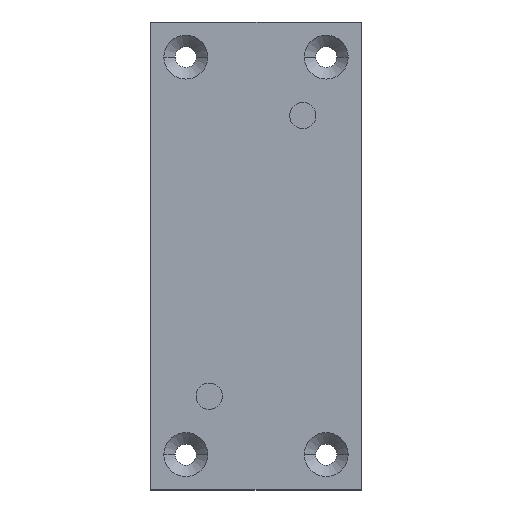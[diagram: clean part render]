
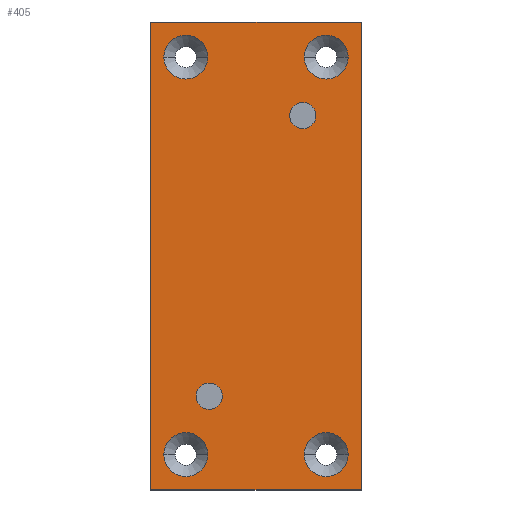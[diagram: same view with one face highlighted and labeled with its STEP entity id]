
A CAD part, top view. The second image highlights one B-rep face of the part: STEP entity #405.
In plain terms, the highlighted planar face has unit normal (0, 0, 1).
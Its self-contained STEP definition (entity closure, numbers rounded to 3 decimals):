
#36 = DIRECTION ( 'NONE',  ( 0., -1., 0. ) ) ;
#37 = FACE_OUTER_BOUND ( 'NONE', #854, .T. ) ;
#50 = CARTESIAN_POINT ( 'NONE',  ( 14.478, 17.902, 17.5 ) ) ;
#54 = ORIENTED_EDGE ( 'NONE', *, *, #2287, .F. ) ;
#66 = FACE_BOUND ( 'NONE', #793, .T. ) ;
#94 = DIRECTION ( 'NONE',  ( 1., 0., 0. ) ) ;
#95 = VERTEX_POINT ( 'NONE', #1062 ) ;
#117 = EDGE_CURVE ( 'NONE', #95, #1919, #218, .T. ) ;
#126 = CARTESIAN_POINT ( 'NONE',  ( 49.178, 17.902, 17.5 ) ) ;
#132 = CARTESIAN_POINT ( 'NONE',  ( 19.178, 17.902, 17.5 ) ) ;
#141 = LINE ( 'NONE', #755, #1384 ) ;
#152 = CARTESIAN_POINT ( 'NONE',  ( 44.478, 17.902, 17.5 ) ) ;
#181 = CARTESIAN_POINT ( 'NONE',  ( 14.478, -67.098, 17.5 ) ) ;
#182 = EDGE_CURVE ( 'NONE', #2128, #2291, #1360, .T. ) ;
#218 = LINE ( 'NONE', #233, #1280 ) ;
#233 = CARTESIAN_POINT ( 'NONE',  ( 6.978, 25.402, 17.5 ) ) ;
#234 = FACE_BOUND ( 'NONE', #506, .T. ) ;
#261 = DIRECTION ( 'NONE',  ( 1., 0., 0. ) ) ;
#272 = ORIENTED_EDGE ( 'NONE', *, *, #182, .F. ) ;
#288 = CARTESIAN_POINT ( 'NONE',  ( 49.178, -67.098, 17.5 ) ) ;
#294 = DIRECTION ( 'NONE',  ( 0., 0., 1. ) ) ;
#295 = AXIS2_PLACEMENT_3D ( 'NONE', #892, #2524, #2551 ) ;
#333 = ORIENTED_EDGE ( 'NONE', *, *, #1184, .F. ) ;
#344 = DIRECTION ( 'NONE',  ( 1., 0., 0. ) ) ;
#371 = CARTESIAN_POINT ( 'NONE',  ( 51.978, -74.598, 17.5 ) ) ;
#372 = CARTESIAN_POINT ( 'NONE',  ( 9.778, -67.098, 17.5 ) ) ;
#375 = DIRECTION ( 'NONE',  ( 1., 0., 0. ) ) ;
#380 = CIRCLE ( 'NONE', #464, 4.7 ) ;
#405 = ADVANCED_FACE ( 'NONE', ( #234, #1048, #37, #1891, #66, #869, #1682 ), #1501, .F. ) ;
#413 = EDGE_LOOP ( 'NONE', ( #2408, #891 ) ) ;
#425 = DIRECTION ( 'NONE',  ( 0., 0., 1. ) ) ;
#448 = EDGE_CURVE ( 'NONE', #624, #1749, #2134, .T. ) ;
#450 = CARTESIAN_POINT ( 'NONE',  ( 0., 0., 17.5 ) ) ;
#464 = AXIS2_PLACEMENT_3D ( 'NONE', #1920, #2150, #2358 ) ;
#478 = CARTESIAN_POINT ( 'NONE',  ( 42.284, 5.402, 17.5 ) ) ;
#506 = EDGE_LOOP ( 'NONE', ( #54, #333 ) ) ;
#515 = CARTESIAN_POINT ( 'NONE',  ( 14.478, -67.098, 17.5 ) ) ;
#518 = ORIENTED_EDGE ( 'NONE', *, *, #717, .F. ) ;
#522 = EDGE_CURVE ( 'NONE', #1084, #1408, #380, .T. ) ;
#535 = CARTESIAN_POINT ( 'NONE',  ( 51.978, -74.598, 17.5 ) ) ;
#594 = VERTEX_POINT ( 'NONE', #1518 ) ;
#608 = AXIS2_PLACEMENT_3D ( 'NONE', #1874, #678, #820 ) ;
#610 = EDGE_CURVE ( 'NONE', #1749, #95, #141, .T. ) ;
#613 = CIRCLE ( 'NONE', #1977, 4.7 ) ;
#620 = CARTESIAN_POINT ( 'NONE',  ( 16.671, -54.598, 17.5 ) ) ;
#624 = VERTEX_POINT ( 'NONE', #535 ) ;
#678 = DIRECTION ( 'NONE',  ( 0., 0., 1. ) ) ;
#717 = EDGE_CURVE ( 'NONE', #2030, #594, #1178, .T. ) ;
#733 = ORIENTED_EDGE ( 'NONE', *, *, #610, .T. ) ;
#738 = AXIS2_PLACEMENT_3D ( 'NONE', #450, #2274, #2512 ) ;
#755 = CARTESIAN_POINT ( 'NONE',  ( 51.978, 25.402, 17.5 ) ) ;
#777 = DIRECTION ( 'NONE',  ( 0., 0., 1. ) ) ;
#789 = ORIENTED_EDGE ( 'NONE', *, *, #448, .T. ) ;
#793 = EDGE_LOOP ( 'NONE', ( #916, #272 ) ) ;
#820 = DIRECTION ( 'NONE',  ( 1., 0., 0. ) ) ;
#854 = EDGE_LOOP ( 'NONE', ( #789, #733, #1524, #2265 ) ) ;
#856 = CARTESIAN_POINT ( 'NONE',  ( 44.478, 17.902, 17.5 ) ) ;
#864 = EDGE_LOOP ( 'NONE', ( #1988, #1207 ) ) ;
#869 = FACE_BOUND ( 'NONE', #2621, .T. ) ;
#879 = EDGE_CURVE ( 'NONE', #2291, #2128, #613, .T. ) ;
#891 = ORIENTED_EDGE ( 'NONE', *, *, #522, .F. ) ;
#892 = CARTESIAN_POINT ( 'NONE',  ( 19.478, -54.598, 17.5 ) ) ;
#894 = CARTESIAN_POINT ( 'NONE',  ( 51.978, 25.402, 17.5 ) ) ;
#916 = ORIENTED_EDGE ( 'NONE', *, *, #879, .F. ) ;
#933 = VECTOR ( 'NONE', #2126, 1000. ) ;
#984 = CARTESIAN_POINT ( 'NONE',  ( 9.778, 17.902, 17.5 ) ) ;
#996 = AXIS2_PLACEMENT_3D ( 'NONE', #50, #425, #1241 ) ;
#1014 = VERTEX_POINT ( 'NONE', #2203 ) ;
#1048 = FACE_BOUND ( 'NONE', #2479, .T. ) ;
#1062 = CARTESIAN_POINT ( 'NONE',  ( 6.978, 25.402, 17.5 ) ) ;
#1065 = CIRCLE ( 'NONE', #2567, 4.7 ) ;
#1072 = CARTESIAN_POINT ( 'NONE',  ( 19.178, -67.098, 17.5 ) ) ;
#1084 = VERTEX_POINT ( 'NONE', #984 ) ;
#1100 = EDGE_CURVE ( 'NONE', #2332, #1014, #2645, .T. ) ;
#1108 = DIRECTION ( 'NONE',  ( 0., 0., 1. ) ) ;
#1128 = VERTEX_POINT ( 'NONE', #288 ) ;
#1167 = CARTESIAN_POINT ( 'NONE',  ( 36.671, 5.402, 17.5 ) ) ;
#1178 = CIRCLE ( 'NONE', #2546, 4.7 ) ;
#1184 = EDGE_CURVE ( 'NONE', #2462, #1908, #2155, .T. ) ;
#1199 = ORIENTED_EDGE ( 'NONE', *, *, #1100, .F. ) ;
#1207 = ORIENTED_EDGE ( 'NONE', *, *, #2091, .F. ) ;
#1214 = DIRECTION ( 'NONE',  ( -1., 0., 0. ) ) ;
#1225 = AXIS2_PLACEMENT_3D ( 'NONE', #2186, #2432, #1782 ) ;
#1241 = DIRECTION ( 'NONE',  ( 1., 0., 0. ) ) ;
#1270 = CIRCLE ( 'NONE', #1225, 4.7 ) ;
#1280 = VECTOR ( 'NONE', #36, 1000. ) ;
#1293 = CARTESIAN_POINT ( 'NONE',  ( 39.478, 5.402, 17.5 ) ) ;
#1297 = DIRECTION ( 'NONE',  ( 1., 0., 0. ) ) ;
#1299 = EDGE_CURVE ( 'NONE', #1014, #2332, #1326, .T. ) ;
#1312 = CIRCLE ( 'NONE', #996, 4.7 ) ;
#1326 = CIRCLE ( 'NONE', #1406, 2.807 ) ;
#1360 = CIRCLE ( 'NONE', #2431, 4.7 ) ;
#1376 = VECTOR ( 'NONE', #1983, 1000. ) ;
#1384 = VECTOR ( 'NONE', #1214, 1000. ) ;
#1402 = DIRECTION ( 'NONE',  ( 0., 0., 1. ) ) ;
#1406 = AXIS2_PLACEMENT_3D ( 'NONE', #2642, #777, #1979 ) ;
#1408 = VERTEX_POINT ( 'NONE', #132 ) ;
#1432 = CIRCLE ( 'NONE', #608, 2.807 ) ;
#1484 = AXIS2_PLACEMENT_3D ( 'NONE', #1293, #2285, #261 ) ;
#1501 = PLANE ( 'NONE',  #738 ) ;
#1518 = CARTESIAN_POINT ( 'NONE',  ( 39.778, 17.902, 17.5 ) ) ;
#1524 = ORIENTED_EDGE ( 'NONE', *, *, #117, .T. ) ;
#1590 = LINE ( 'NONE', #371, #1376 ) ;
#1591 = CARTESIAN_POINT ( 'NONE',  ( 39.778, -67.098, 17.5 ) ) ;
#1650 = CIRCLE ( 'NONE', #1818, 4.7 ) ;
#1669 = DIRECTION ( 'NONE',  ( 1., 0., 0. ) ) ;
#1676 = EDGE_CURVE ( 'NONE', #1919, #624, #1590, .T. ) ;
#1682 = FACE_BOUND ( 'NONE', #413, .T. ) ;
#1749 = VERTEX_POINT ( 'NONE', #2422 ) ;
#1771 = DIRECTION ( 'NONE',  ( 0., 0., 1. ) ) ;
#1782 = DIRECTION ( 'NONE',  ( 1., 0., 0. ) ) ;
#1818 = AXIS2_PLACEMENT_3D ( 'NONE', #2292, #294, #1669 ) ;
#1822 = ORIENTED_EDGE ( 'NONE', *, *, #1299, .F. ) ;
#1853 = DIRECTION ( 'NONE',  ( 0., 0., 1. ) ) ;
#1869 = EDGE_CURVE ( 'NONE', #594, #2030, #1065, .T. ) ;
#1874 = CARTESIAN_POINT ( 'NONE',  ( 39.478, 5.402, 17.5 ) ) ;
#1883 = EDGE_CURVE ( 'NONE', #1128, #2140, #1650, .T. ) ;
#1891 = FACE_BOUND ( 'NONE', #864, .T. ) ;
#1908 = VERTEX_POINT ( 'NONE', #478 ) ;
#1919 = VERTEX_POINT ( 'NONE', #2112 ) ;
#1920 = CARTESIAN_POINT ( 'NONE',  ( 14.478, 17.902, 17.5 ) ) ;
#1977 = AXIS2_PLACEMENT_3D ( 'NONE', #515, #1108, #94 ) ;
#1979 = DIRECTION ( 'NONE',  ( 1., 0., 0. ) ) ;
#1983 = DIRECTION ( 'NONE',  ( 1., 0., 0. ) ) ;
#1988 = ORIENTED_EDGE ( 'NONE', *, *, #1883, .F. ) ;
#2030 = VERTEX_POINT ( 'NONE', #126 ) ;
#2091 = EDGE_CURVE ( 'NONE', #2140, #1128, #1270, .T. ) ;
#2093 = ORIENTED_EDGE ( 'NONE', *, *, #1869, .F. ) ;
#2112 = CARTESIAN_POINT ( 'NONE',  ( 6.978, -74.598, 17.5 ) ) ;
#2126 = DIRECTION ( 'NONE',  ( 0., 1., 0. ) ) ;
#2128 = VERTEX_POINT ( 'NONE', #372 ) ;
#2134 = LINE ( 'NONE', #894, #933 ) ;
#2140 = VERTEX_POINT ( 'NONE', #1591 ) ;
#2150 = DIRECTION ( 'NONE',  ( 0., 0., 1. ) ) ;
#2155 = CIRCLE ( 'NONE', #1484, 2.807 ) ;
#2186 = CARTESIAN_POINT ( 'NONE',  ( 44.478, -67.098, 17.5 ) ) ;
#2203 = CARTESIAN_POINT ( 'NONE',  ( 22.284, -54.598, 17.5 ) ) ;
#2265 = ORIENTED_EDGE ( 'NONE', *, *, #1676, .T. ) ;
#2274 = DIRECTION ( 'NONE',  ( 0., 0., -1. ) ) ;
#2285 = DIRECTION ( 'NONE',  ( 0., 0., 1. ) ) ;
#2287 = EDGE_CURVE ( 'NONE', #1908, #2462, #1432, .T. ) ;
#2291 = VERTEX_POINT ( 'NONE', #1072 ) ;
#2292 = CARTESIAN_POINT ( 'NONE',  ( 44.478, -67.098, 17.5 ) ) ;
#2332 = VERTEX_POINT ( 'NONE', #620 ) ;
#2349 = EDGE_CURVE ( 'NONE', #1408, #1084, #1312, .T. ) ;
#2358 = DIRECTION ( 'NONE',  ( 1., 0., 0. ) ) ;
#2408 = ORIENTED_EDGE ( 'NONE', *, *, #2349, .F. ) ;
#2422 = CARTESIAN_POINT ( 'NONE',  ( 51.978, 25.402, 17.5 ) ) ;
#2431 = AXIS2_PLACEMENT_3D ( 'NONE', #181, #1402, #375 ) ;
#2432 = DIRECTION ( 'NONE',  ( 0., 0., 1. ) ) ;
#2462 = VERTEX_POINT ( 'NONE', #1167 ) ;
#2479 = EDGE_LOOP ( 'NONE', ( #1822, #1199 ) ) ;
#2512 = DIRECTION ( 'NONE',  ( -1., 0., 0. ) ) ;
#2524 = DIRECTION ( 'NONE',  ( 0., 0., 1. ) ) ;
#2546 = AXIS2_PLACEMENT_3D ( 'NONE', #152, #1771, #344 ) ;
#2551 = DIRECTION ( 'NONE',  ( 1., 0., 0. ) ) ;
#2567 = AXIS2_PLACEMENT_3D ( 'NONE', #856, #1853, #1297 ) ;
#2621 = EDGE_LOOP ( 'NONE', ( #518, #2093 ) ) ;
#2642 = CARTESIAN_POINT ( 'NONE',  ( 19.478, -54.598, 17.5 ) ) ;
#2645 = CIRCLE ( 'NONE', #295, 2.807 ) ;
